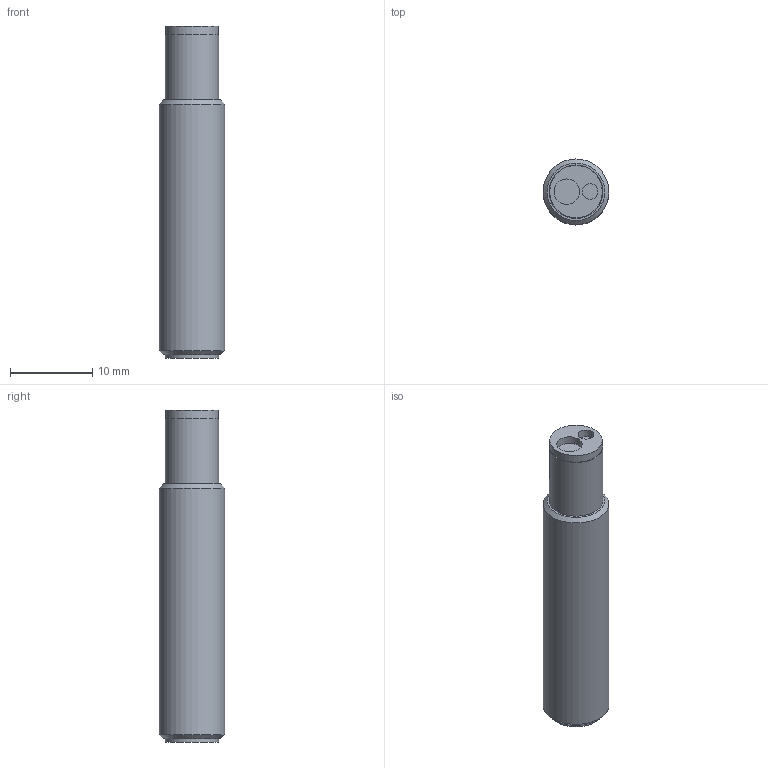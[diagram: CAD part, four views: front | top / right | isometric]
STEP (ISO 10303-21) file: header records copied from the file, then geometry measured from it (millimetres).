
FILE_DESCRIPTION (( 'STEP AP214' ), '1' );
FILE_NAME ('DSD-0261.STEP', '2020-09-22T19:09:41', ( '' ), ( '' ), 'SwSTEP 2.0', 'SolidWorks 2019', '' );
FILE_SCHEMA (( 'AUTOMOTIVE_DESIGN' ));
Length unit declared in the file: inch
Products named in the file (1): DSD-0261
Bounding box: 8 x 8 x 40.4 mm (x, y, z)
Volume: 1852.7 mm3; surface area: 1071.6 mm2
Topology: 1 solids, 1 shells, 15 faces, 22 edges, 14 vertices
Faces by surface type: plane 7, cylinder 6, cone 2
Full cylindrical faces by diameter (mm): 1.9 x1, 3.1 x1, 6.4 x1, 6.5 x2, 8 x1
Entity records: 334 total; most frequent: DIRECTION 60, CARTESIAN_POINT 44, AXIS2_PLACEMENT_3D 30, ORIENTED_EDGE 28, EDGE_LOOP 28, FACE_OUTER_BOUND 21, ADVANCED_FACE 15, CIRCLE 14
